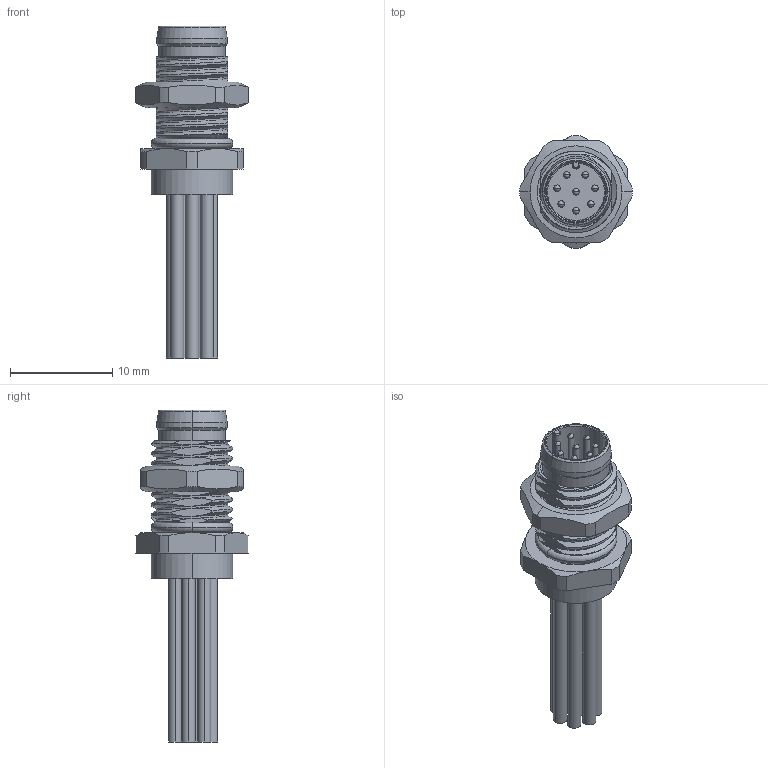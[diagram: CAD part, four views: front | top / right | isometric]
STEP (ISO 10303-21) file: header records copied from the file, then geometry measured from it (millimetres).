
FILE_DESCRIPTION((''),'2;1');
FILE_NAME('PRT000122387_8','2025-09-28T',('gongcheng16'),(''),'PRO/ENGINEER BY PARAMETRIC TECHNOLOGY CORPORATION, 2010280','PRO/ENGINEER BY PARAMETRIC TECHNOLOGY CORPORATION, 2010280','');
FILE_SCHEMA(('CONFIG_CONTROL_DESIGN'));
Length unit declared in the file: millimetre
Products named in the file (1): PRT000122387_8
Bounding box: 11 x 10.99 x 32.5 mm (x, y, z)
Volume: 223.2 mm3; surface area: 3024.1 mm2
Topology: 1 solids, 21 shells, 609 faces, 1391 edges, 837 vertices
Faces by surface type: cylinder 257, plane 159, cone 122, bspline 43, sphere 16, torus 12
Entity records: 25241 total; most frequent: CARTESIAN_POINT 11801, DIRECTION 2823, ORIENTED_EDGE 2718, EDGE_CURVE 1359, AXIS2_PLACEMENT_3D 1152, VERTEX_POINT 837, EDGE_LOOP 692, FACE_OUTER_BOUND 609
